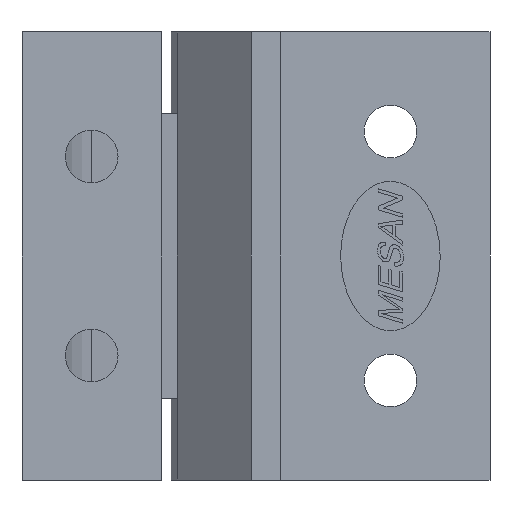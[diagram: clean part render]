
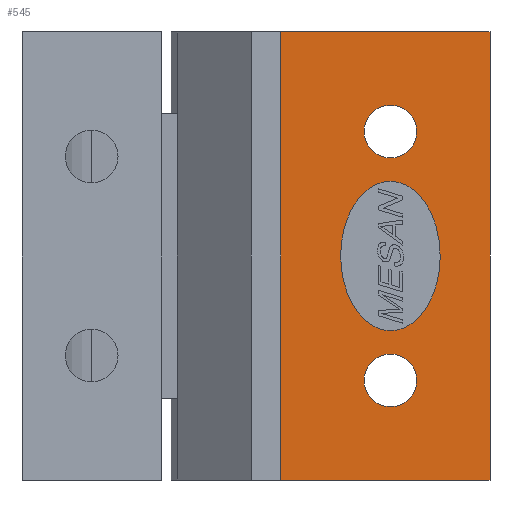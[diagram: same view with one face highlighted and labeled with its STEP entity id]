
A CAD part, left-side view. The second image highlights one B-rep face of the part: STEP entity #545.
In plain terms, the highlighted planar face has unit normal (-1, 0, 0).
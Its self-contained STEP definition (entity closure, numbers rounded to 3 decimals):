
#545 = ADVANCED_FACE( '', ( #1197, #1198, #1199, #1200 ), #1201, .F. );
#1197 = FACE_OUTER_BOUND( '', #1910, .T. );
#1198 = FACE_BOUND( '', #1911, .T. );
#1199 = FACE_BOUND( '', #1912, .T. );
#1200 = FACE_BOUND( '', #1913, .T. );
#1201 = PLANE( '', #1914 );
#1910 = EDGE_LOOP( '', ( #4299, #4300, #4301, #4302 ) );
#1911 = EDGE_LOOP( '', ( #4303 ) );
#1912 = EDGE_LOOP( '', ( #4304 ) );
#1913 = EDGE_LOOP( '', ( #4305 ) );
#1914 = AXIS2_PLACEMENT_3D( '', #4306, #4307, #4308 );
#4299 = ORIENTED_EDGE( '', *, *, #5334, .T. );
#4300 = ORIENTED_EDGE( '', *, *, #5311, .F. );
#4301 = ORIENTED_EDGE( '', *, *, #5440, .F. );
#4302 = ORIENTED_EDGE( '', *, *, #5441, .T. );
#4303 = ORIENTED_EDGE( '', *, *, #5332, .T. );
#4304 = ORIENTED_EDGE( '', *, *, #5333, .T. );
#4305 = ORIENTED_EDGE( '', *, *, #5402, .F. );
#4306 = CARTESIAN_POINT( '', ( -3.2, 5., 45. ) );
#4307 = DIRECTION( '', ( 1., 0., 0. ) );
#4308 = DIRECTION( '', ( 0., 1., 0. ) );
#5311 = EDGE_CURVE( '', #6534, #6529, #6536, .T. );
#5332 = EDGE_CURVE( '', #6574, #6574, #6575, .T. );
#5333 = EDGE_CURVE( '', #6576, #6576, #6577, .T. );
#5334 = EDGE_CURVE( '', #6578, #6529, #6579, .T. );
#5402 = EDGE_CURVE( '', #6690, #6690, #6691, .T. );
#5440 = EDGE_CURVE( '', #6758, #6534, #6759, .T. );
#5441 = EDGE_CURVE( '', #6758, #6578, #6760, .T. );
#6529 = VERTEX_POINT( '', #9063 );
#6534 = VERTEX_POINT( '', #9070 );
#6536 = LINE( '', #9073, #9074 );
#6574 = VERTEX_POINT( '', #9123 );
#6575 = CIRCLE( '', #9124, 2.65 );
#6576 = VERTEX_POINT( '', #9125 );
#6577 = CIRCLE( '', #9126, 2.65 );
#6578 = VERTEX_POINT( '', #9127 );
#6579 = LINE( '', #9128, #9129 );
#6690 = VERTEX_POINT( '', #9449 );
#6691 = ELLIPSE( '', #9450, 7.5, 5. );
#6758 = VERTEX_POINT( '', #9617 );
#6759 = LINE( '', #9618, #9619 );
#6760 = LINE( '', #9620, #9621 );
#9063 = CARTESIAN_POINT( '', ( -3.2, -16., 0. ) );
#9070 = CARTESIAN_POINT( '', ( -3.2, -16., 45. ) );
#9073 = CARTESIAN_POINT( '', ( -3.2, -16., 45. ) );
#9074 = VECTOR( '', #10504, 1000. );
#9123 = CARTESIAN_POINT( '', ( -3.2, -3.35, 10. ) );
#9124 = AXIS2_PLACEMENT_3D( '', #10543, #10544, #10545 );
#9125 = CARTESIAN_POINT( '', ( -3.2, -3.35, 35. ) );
#9126 = AXIS2_PLACEMENT_3D( '', #10546, #10547, #10548 );
#9127 = CARTESIAN_POINT( '', ( -3.2, 5., 0. ) );
#9128 = CARTESIAN_POINT( '', ( -3.2, 5., 0. ) );
#9129 = VECTOR( '', #10549, 1000. );
#9449 = CARTESIAN_POINT( '', ( -3.2, -6., 15. ) );
#9450 = AXIS2_PLACEMENT_3D( '', #10581, #10582, #10583 );
#9617 = CARTESIAN_POINT( '', ( -3.2, 5., 45. ) );
#9618 = CARTESIAN_POINT( '', ( -3.2, 5., 45. ) );
#9619 = VECTOR( '', #10587, 1000. );
#9620 = CARTESIAN_POINT( '', ( -3.2, 5., 45. ) );
#9621 = VECTOR( '', #10588, 1000. );
#10504 = DIRECTION( '', ( 0., 0., -1. ) );
#10543 = CARTESIAN_POINT( '', ( -3.2, -6., 10. ) );
#10544 = DIRECTION( '', ( 1., 0., 0. ) );
#10545 = DIRECTION( '', ( 0., 1., 0. ) );
#10546 = CARTESIAN_POINT( '', ( -3.2, -6., 35. ) );
#10547 = DIRECTION( '', ( 1., 0., 0. ) );
#10548 = DIRECTION( '', ( 0., 1., 0. ) );
#10549 = DIRECTION( '', ( 0., -1., 0. ) );
#10581 = CARTESIAN_POINT( '', ( -3.2, -6., 22.5 ) );
#10582 = DIRECTION( '', ( -1., 0., 0. ) );
#10583 = DIRECTION( '', ( 0., 0., -1. ) );
#10587 = DIRECTION( '', ( 0., -1., 0. ) );
#10588 = DIRECTION( '', ( 0., 0., -1. ) );
